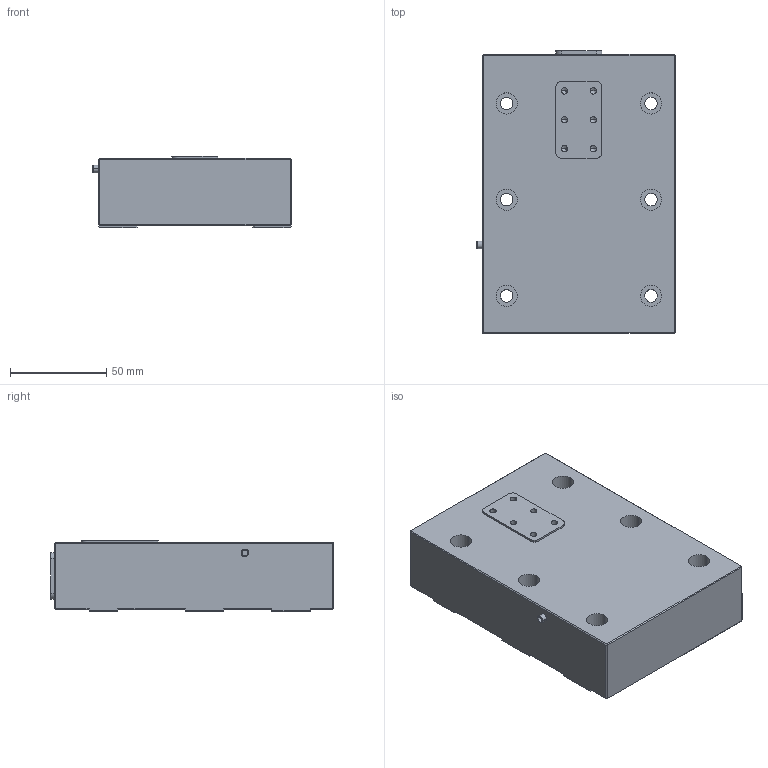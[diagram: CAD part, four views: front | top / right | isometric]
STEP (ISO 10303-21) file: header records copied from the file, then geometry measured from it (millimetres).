
FILE_DESCRIPTION (( 'STEP AP203' ), '1' );
FILE_NAME ('P92.X70-B1俋倛芞.STEP', '2019-11-29T03:04:37', ( '' ), ( '' ), 'SwSTEP 2.0', 'SolidWorks 2016', '' );
FILE_SCHEMA (( 'CONFIG_CONTROL_DESIGN' ));
Length unit declared in the file: millimetre
Products named in the file (1): P92.X70-B1俋倛芞
Bounding box: 103.02 x 147 x 37 mm (x, y, z)
Volume: 500632.8 mm3; surface area: 52409.6 mm2
Topology: 1 solids, 1 shells, 1083 faces, 2882 edges, 1892 vertices
Faces by surface type: plane 599, bspline 394, cylinder 68, cone 22
Entity records: 46493 total; most frequent: CARTESIAN_POINT 22136, ORIENTED_EDGE 5724, DIRECTION 3594, EDGE_CURVE 2862, VECTOR 1934, LINE 1934, VERTEX_POINT 1892, EDGE_LOOP 1206
